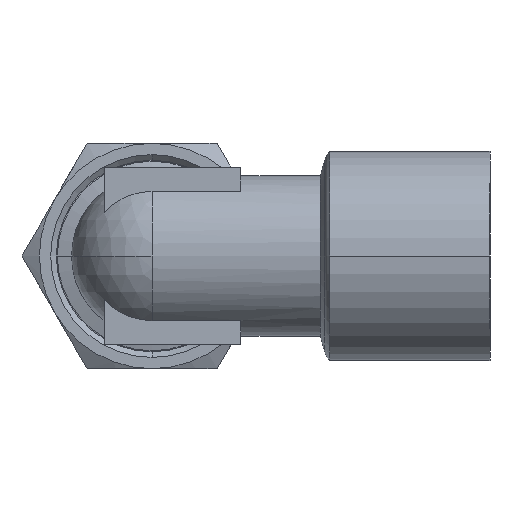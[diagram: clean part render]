
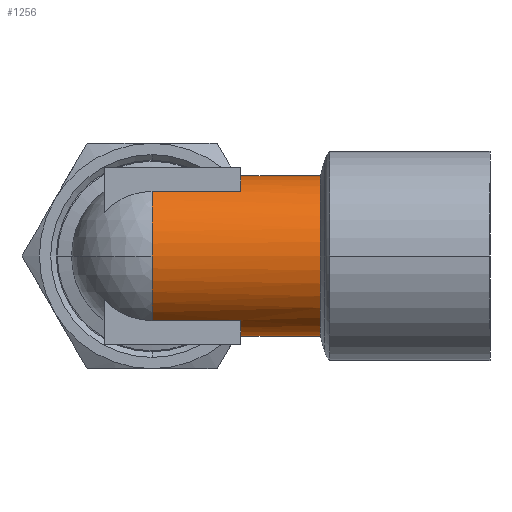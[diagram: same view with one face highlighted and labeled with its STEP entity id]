
A CAD part, left-side view. The second image highlights one B-rep face of the part: STEP entity #1256.
In plain terms, the highlighted cylindrical face has radius 5 mm (diameter 10 mm), a partial arc.
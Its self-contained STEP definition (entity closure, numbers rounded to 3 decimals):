
#34 = DIRECTION ( 'NONE',  ( 0., -1., 0. ) ) ;
#37 = CARTESIAN_POINT ( 'NONE',  ( 0., 0., -5. ) ) ;
#41 = CARTESIAN_POINT ( 'NONE',  ( 0., 0., 5. ) ) ;
#51 = DIRECTION ( 'NONE',  ( 0., -1., 0. ) ) ;
#69 = DIRECTION ( 'NONE',  ( 0., 0., -1. ) ) ;
#72 = DIRECTION ( 'NONE',  ( 0., -1., 0. ) ) ;
#74 = CARTESIAN_POINT ( 'NONE',  ( 0., 22., 0. ) ) ;
#247 = AXIS2_PLACEMENT_3D ( 'NONE', #1489, #1488, #1487 ) ;
#248 = AXIS2_PLACEMENT_3D ( 'NONE', #1486, #1483, #1482 ) ;
#249 = AXIS2_PLACEMENT_3D ( 'NONE', #1479, #1478, #1477 ) ;
#250 = AXIS2_PLACEMENT_3D ( 'NONE', #1476, #1475, #1474 ) ;
#290 = AXIS2_PLACEMENT_3D ( 'NONE', #896, #892, #894 ) ;
#689 = CIRCLE ( 'NONE', #1244, 5. ) ;
#692 = LINE ( 'NONE', #41, #697 ) ;
#696 = LINE ( 'NONE', #37, #699 ) ;
#697 = VECTOR ( 'NONE', #51, 1000. ) ;
#699 = VECTOR ( 'NONE', #34, 1000. ) ;
#714 = CIRCLE ( 'NONE', #247, 5. ) ;
#715 = LINE ( 'NONE', #1496, #717 ) ;
#716 = CIRCLE ( 'NONE', #248, 5. ) ;
#717 = VECTOR ( 'NONE', #1495, 1000. ) ;
#718 = LINE ( 'NONE', #1491, #720 ) ;
#719 = CIRCLE ( 'NONE', #249, 5. ) ;
#720 = VECTOR ( 'NONE', #1490, 1000. ) ;
#721 = CIRCLE ( 'NONE', #250, 5. ) ;
#831 = FACE_OUTER_BOUND ( 'NONE', #1794, .T. ) ;
#846 = CYLINDRICAL_SURFACE ( 'NONE', #290, 5. ) ;
#892 = DIRECTION ( 'NONE',  ( 0., -1., 0. ) ) ;
#894 = DIRECTION ( 'NONE',  ( 0., 0., -1. ) ) ;
#896 = CARTESIAN_POINT ( 'NONE',  ( 0., 0., 0. ) ) ;
#954 = CARTESIAN_POINT ( 'NONE',  ( -2.982, 16.482, -4.013 ) ) ;
#975 = CARTESIAN_POINT ( 'NONE',  ( 0., 11.536, 5. ) ) ;
#977 = CARTESIAN_POINT ( 'NONE',  ( -5., 22., 0. ) ) ;
#979 = CARTESIAN_POINT ( 'NONE',  ( 0., 16.482, 5. ) ) ;
#981 = CARTESIAN_POINT ( 'NONE',  ( 0., 16.482, -5. ) ) ;
#990 = CARTESIAN_POINT ( 'NONE',  ( -2.982, 16.482, 4.013 ) ) ;
#995 = CARTESIAN_POINT ( 'NONE',  ( -2.982, 22., -4.013 ) ) ;
#997 = CARTESIAN_POINT ( 'NONE',  ( 0., 11.536, -5. ) ) ;
#1002 = CARTESIAN_POINT ( 'NONE',  ( -2.982, 22., 4.013 ) ) ;
#1070 = EDGE_CURVE ( 'NONE', #1595, #1614, #689, .T. ) ;
#1076 = EDGE_CURVE ( 'NONE', #1597, #1593, #692, .T. ) ;
#1077 = EDGE_CURVE ( 'NONE', #1599, #1616, #696, .T. ) ;
#1089 = EDGE_CURVE ( 'NONE', #1597, #1609, #714, .T. ) ;
#1090 = EDGE_CURVE ( 'NONE', #1609, #1621, #715, .T. ) ;
#1091 = EDGE_CURVE ( 'NONE', #1621, #1595, #716, .T. ) ;
#1092 = EDGE_CURVE ( 'NONE', #1614, #1571, #718, .T. ) ;
#1093 = EDGE_CURVE ( 'NONE', #1571, #1599, #719, .T. ) ;
#1094 = EDGE_CURVE ( 'NONE', #1593, #1616, #721, .T. ) ;
#1244 = AXIS2_PLACEMENT_3D ( 'NONE', #74, #72, #69 ) ;
#1256 = ADVANCED_FACE ( 'NONE', ( #831 ), #846, .T. ) ;
#1417 = ORIENTED_EDGE ( 'NONE', *, *, #1094, .F. ) ;
#1418 = ORIENTED_EDGE ( 'NONE', *, *, #1077, .T. ) ;
#1419 = ORIENTED_EDGE ( 'NONE', *, *, #1093, .T. ) ;
#1420 = ORIENTED_EDGE ( 'NONE', *, *, #1092, .T. ) ;
#1421 = ORIENTED_EDGE ( 'NONE', *, *, #1070, .T. ) ;
#1422 = ORIENTED_EDGE ( 'NONE', *, *, #1091, .T. ) ;
#1423 = ORIENTED_EDGE ( 'NONE', *, *, #1090, .T. ) ;
#1424 = ORIENTED_EDGE ( 'NONE', *, *, #1089, .T. ) ;
#1425 = ORIENTED_EDGE ( 'NONE', *, *, #1076, .F. ) ;
#1474 = DIRECTION ( 'NONE',  ( 0., 0., -1. ) ) ;
#1475 = DIRECTION ( 'NONE',  ( 0., -1., 0. ) ) ;
#1476 = CARTESIAN_POINT ( 'NONE',  ( 0., 11.536, 0. ) ) ;
#1477 = DIRECTION ( 'NONE',  ( 0., 0., 1. ) ) ;
#1478 = DIRECTION ( 'NONE',  ( 0., -1., 0. ) ) ;
#1479 = CARTESIAN_POINT ( 'NONE',  ( 0., 16.482, 0. ) ) ;
#1482 = DIRECTION ( 'NONE',  ( 0., 0., -1. ) ) ;
#1483 = DIRECTION ( 'NONE',  ( 0., -1., 0. ) ) ;
#1486 = CARTESIAN_POINT ( 'NONE',  ( 0., 22., 0. ) ) ;
#1487 = DIRECTION ( 'NONE',  ( 0., 0., 1. ) ) ;
#1488 = DIRECTION ( 'NONE',  ( 0., -1., 0. ) ) ;
#1489 = CARTESIAN_POINT ( 'NONE',  ( 0., 16.482, 0. ) ) ;
#1490 = DIRECTION ( 'NONE',  ( 0., -1., 0. ) ) ;
#1491 = CARTESIAN_POINT ( 'NONE',  ( -2.982, 0., -4.013 ) ) ;
#1495 = DIRECTION ( 'NONE',  ( 0., 1., 0. ) ) ;
#1496 = CARTESIAN_POINT ( 'NONE',  ( -2.982, 0., 4.013 ) ) ;
#1571 = VERTEX_POINT ( 'NONE', #954 ) ;
#1593 = VERTEX_POINT ( 'NONE', #975 ) ;
#1595 = VERTEX_POINT ( 'NONE', #977 ) ;
#1597 = VERTEX_POINT ( 'NONE', #979 ) ;
#1599 = VERTEX_POINT ( 'NONE', #981 ) ;
#1609 = VERTEX_POINT ( 'NONE', #990 ) ;
#1614 = VERTEX_POINT ( 'NONE', #995 ) ;
#1616 = VERTEX_POINT ( 'NONE', #997 ) ;
#1621 = VERTEX_POINT ( 'NONE', #1002 ) ;
#1794 = EDGE_LOOP ( 'NONE', ( #1425, #1424, #1423, #1422, #1421, #1420, #1419, #1418, #1417 ) ) ;
